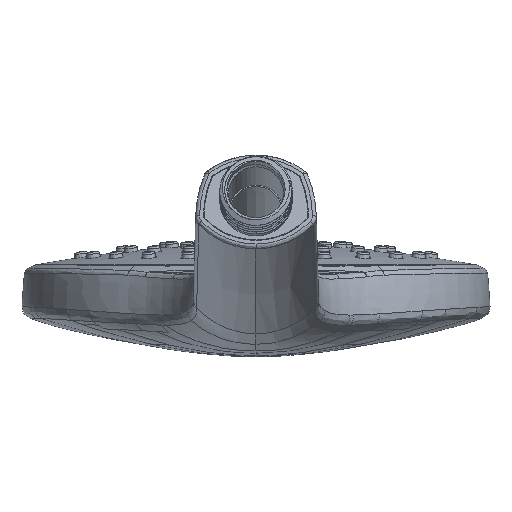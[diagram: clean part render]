
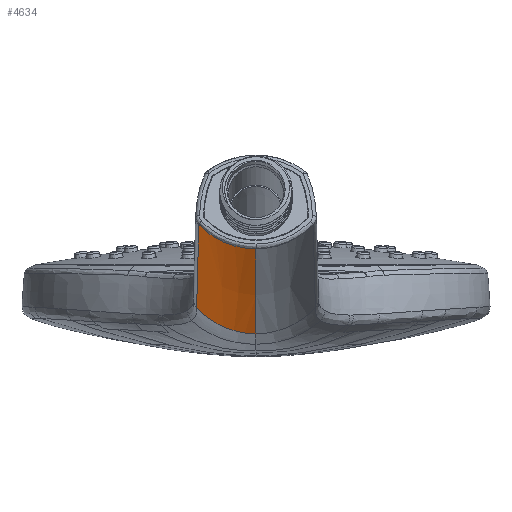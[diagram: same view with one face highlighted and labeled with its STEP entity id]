
A CAD part, front view. The second image highlights one B-rep face of the part: STEP entity #4634.
In plain terms, the highlighted free-form (B-spline) face has degree [3, 3] with [5, 11] control points.
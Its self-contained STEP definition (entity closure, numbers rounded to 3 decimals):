
#1316=B_SPLINE_SURFACE_WITH_KNOTS('',3,3,((#173316,#173317,#173318,#173319,
#173320,#173321,#173322,#173323,#173324,#173325,#173326),(#173327,#173328,
#173329,#173330,#173331,#173332,#173333,#173334,#173335,#173336,#173337),
(#173338,#173339,#173340,#173341,#173342,#173343,#173344,#173345,#173346,
#173347,#173348),(#173349,#173350,#173351,#173352,#173353,#173354,#173355,
#173356,#173357,#173358,#173359),(#173360,#173361,#173362,#173363,#173364,
#173365,#173366,#173367,#173368,#173369,#173370)),.UNSPECIFIED.,.F.,.F.,
.F.,(4,1,4),(4,1,1,1,1,1,1,1,4),(0.,0.5,1.),(0.,0.125,0.25,0.375,0.5,0.625,
0.75,0.875,1.),.UNSPECIFIED.);
#4634=ADVANCED_FACE('',(#9857),#1316,.T.);
#8601=B_SPLINE_CURVE_WITH_KNOTS('',3,(#167232,#167233,#167234,#167235,#167236,
#167237,#167238,#167239,#167240,#167241,#167242),.UNSPECIFIED.,.F.,.F.,(4,
1,1,1,1,1,1,1,4),(0.,0.05,0.186,0.322,
0.457,0.593,0.729,0.864,
1.),.UNSPECIFIED.);
#8690=B_SPLINE_CURVE_WITH_KNOTS('',3,(#171924,#171925,#171926,#171927,#171928),
.UNSPECIFIED.,.F.,.F.,(4,1,4),(0.,0.5,1.),.UNSPECIFIED.);
#8692=B_SPLINE_CURVE_WITH_KNOTS('',3,(#172094,#172095,#172096,#172097),.UNSPECIFIED.,
.F.,.F.,(4,4),(0.,1.),.UNSPECIFIED.);
#8700=B_SPLINE_CURVE_WITH_KNOTS('',3,(#173312,#173313,#173314,#173315),.UNSPECIFIED.,
.F.,.F.,(4,4),(0.,1.),.UNSPECIFIED.);
#9857=FACE_OUTER_BOUND('',#12845,.T.);
#12845=EDGE_LOOP('',(#19099,#19100,#19101,#19102));
#19099=ORIENTED_EDGE('',*,*,#25464,.T.);
#19100=ORIENTED_EDGE('',*,*,#25474,.T.);
#19101=ORIENTED_EDGE('',*,*,#25466,.T.);
#19102=ORIENTED_EDGE('',*,*,#25362,.T.);
#22143=VERTEX_POINT('',#167243);
#22144=VERTEX_POINT('',#167244);
#22198=VERTEX_POINT('',#171923);
#22199=VERTEX_POINT('',#172098);
#25362=EDGE_CURVE('',#22143,#22144,#8601,.T.);
#25464=EDGE_CURVE('',#22144,#22198,#8690,.T.);
#25466=EDGE_CURVE('',#22199,#22143,#8692,.T.);
#25474=EDGE_CURVE('',#22198,#22199,#8700,.T.);
#167232=CARTESIAN_POINT('',(-15.249,-91.025,-180.658));
#167233=CARTESIAN_POINT('',(-15.056,-91.025,-180.871));
#167234=CARTESIAN_POINT('',(-14.323,-91.025,-181.644));
#167235=CARTESIAN_POINT('',(-12.955,-91.025,-182.88));
#167236=CARTESIAN_POINT('',(-11.059,-91.025,-184.238));
#167237=CARTESIAN_POINT('',(-9.021,-91.025,-185.374));
#167238=CARTESIAN_POINT('',(-6.868,-91.025,-186.273));
#167239=CARTESIAN_POINT('',(-4.628,-91.025,-186.924));
#167240=CARTESIAN_POINT('',(-2.329,-91.025,-187.317));
#167241=CARTESIAN_POINT('',(-0.776,-91.025,-187.405));
#167242=CARTESIAN_POINT('',(0.,-91.025,-187.405));
#167243=CARTESIAN_POINT('',(-15.249,-91.025,-180.658));
#167244=CARTESIAN_POINT('',(0.,-91.025,-187.405));
#171923=CARTESIAN_POINT('',(0.,-185.201,-165.609));
#171924=CARTESIAN_POINT('',(0.,-91.025,-187.405));
#171925=CARTESIAN_POINT('',(0.,-107.038,-184.439));
#171926=CARTESIAN_POINT('',(0.,-138.93,-177.79));
#171927=CARTESIAN_POINT('',(0.,-170.494,-169.722));
#171928=CARTESIAN_POINT('',(0.,-186.177,-165.336));
#172094=CARTESIAN_POINT('',(-14.681,-183.389,-159.437));
#172095=CARTESIAN_POINT('',(-14.98,-152.499,-167.278));
#172096=CARTESIAN_POINT('',(-15.174,-121.725,-174.341));
#172097=CARTESIAN_POINT('',(-15.249,-91.025,-180.659));
#172098=CARTESIAN_POINT('',(-14.681,-183.388,-159.437));
#173312=CARTESIAN_POINT('',(0.,-185.201,-165.609));
#173313=CARTESIAN_POINT('',(-5.488,-185.201,-165.609));
#173314=CARTESIAN_POINT('',(-10.93,-184.531,-163.336));
#173315=CARTESIAN_POINT('',(-14.681,-183.389,-159.437));
#173316=CARTESIAN_POINT('',(0.,-91.025,-187.405));
#173317=CARTESIAN_POINT('',(-0.776,-91.025,-187.405));
#173318=CARTESIAN_POINT('',(-2.329,-91.025,-187.317));
#173319=CARTESIAN_POINT('',(-4.628,-91.025,-186.924));
#173320=CARTESIAN_POINT('',(-6.868,-91.025,-186.273));
#173321=CARTESIAN_POINT('',(-9.021,-91.025,-185.374));
#173322=CARTESIAN_POINT('',(-11.059,-91.025,-184.238));
#173323=CARTESIAN_POINT('',(-12.955,-91.025,-182.88));
#173324=CARTESIAN_POINT('',(-14.686,-91.025,-181.316));
#173325=CARTESIAN_POINT('',(-15.715,-91.025,-180.15));
#173326=CARTESIAN_POINT('',(-16.196,-91.025,-179.54));
#173327=CARTESIAN_POINT('',(0.,-107.038,-184.439));
#173328=CARTESIAN_POINT('',(-0.77,-107.037,-184.439));
#173329=CARTESIAN_POINT('',(-2.31,-107.032,-184.349));
#173330=CARTESIAN_POINT('',(-4.591,-107.011,-183.947));
#173331=CARTESIAN_POINT('',(-6.813,-106.976,-183.281));
#173332=CARTESIAN_POINT('',(-8.949,-106.929,-182.361));
#173333=CARTESIAN_POINT('',(-10.972,-106.869,-181.197));
#173334=CARTESIAN_POINT('',(-12.855,-106.798,-179.803));
#173335=CARTESIAN_POINT('',(-14.576,-106.715,-178.196));
#173336=CARTESIAN_POINT('',(-15.599,-106.653,-176.997));
#173337=CARTESIAN_POINT('',(-16.077,-106.621,-176.368));
#173338=CARTESIAN_POINT('',(0.,-138.93,-177.79));
#173339=CARTESIAN_POINT('',(-0.758,-138.93,-177.79));
#173340=CARTESIAN_POINT('',(-2.273,-138.917,-177.7));
#173341=CARTESIAN_POINT('',(-4.518,-138.858,-177.296));
#173342=CARTESIAN_POINT('',(-6.705,-138.76,-176.626));
#173343=CARTESIAN_POINT('',(-8.808,-138.624,-175.7));
#173344=CARTESIAN_POINT('',(-10.801,-138.453,-174.528));
#173345=CARTESIAN_POINT('',(-12.658,-138.247,-173.123));
#173346=CARTESIAN_POINT('',(-14.356,-138.009,-171.502));
#173347=CARTESIAN_POINT('',(-15.368,-137.831,-170.288));
#173348=CARTESIAN_POINT('',(-15.841,-137.737,-169.652));
#173349=CARTESIAN_POINT('',(0.,-170.494,-169.722));
#173350=CARTESIAN_POINT('',(-0.745,-170.494,-169.721));
#173351=CARTESIAN_POINT('',(-2.234,-170.474,-169.638));
#173352=CARTESIAN_POINT('',(-4.44,-170.385,-169.263));
#173353=CARTESIAN_POINT('',(-6.592,-170.236,-168.643));
#173354=CARTESIAN_POINT('',(-8.662,-170.03,-167.786));
#173355=CARTESIAN_POINT('',(-10.625,-169.769,-166.701));
#173356=CARTESIAN_POINT('',(-12.457,-169.457,-165.402));
#173357=CARTESIAN_POINT('',(-14.135,-169.096,-163.903));
#173358=CARTESIAN_POINT('',(-15.138,-168.826,-162.783));
#173359=CARTESIAN_POINT('',(-15.607,-168.684,-162.196));
#173360=CARTESIAN_POINT('',(0.,-186.177,-165.336));
#173361=CARTESIAN_POINT('',(-0.738,-186.177,-165.336));
#173362=CARTESIAN_POINT('',(-2.215,-186.154,-165.257));
#173363=CARTESIAN_POINT('',(-4.402,-186.051,-164.905));
#173364=CARTESIAN_POINT('',(-6.536,-185.88,-164.323));
#173365=CARTESIAN_POINT('',(-8.59,-185.645,-163.519));
#173366=CARTESIAN_POINT('',(-10.538,-185.347,-162.501));
#173367=CARTESIAN_POINT('',(-12.357,-184.99,-161.283));
#173368=CARTESIAN_POINT('',(-14.025,-184.579,-159.88));
#173369=CARTESIAN_POINT('',(-15.023,-184.272,-158.832));
#173370=CARTESIAN_POINT('',(-15.49,-184.111,-158.283));
